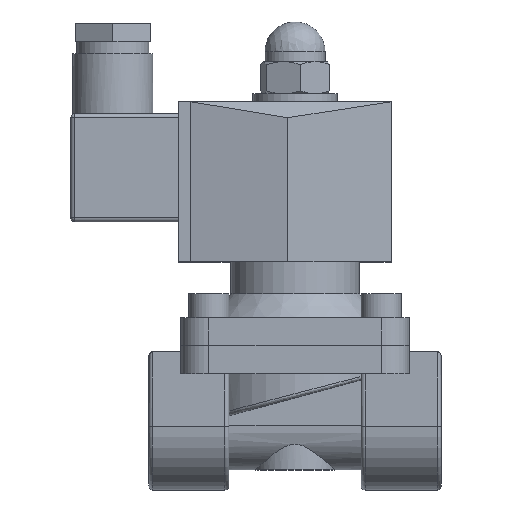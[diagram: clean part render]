
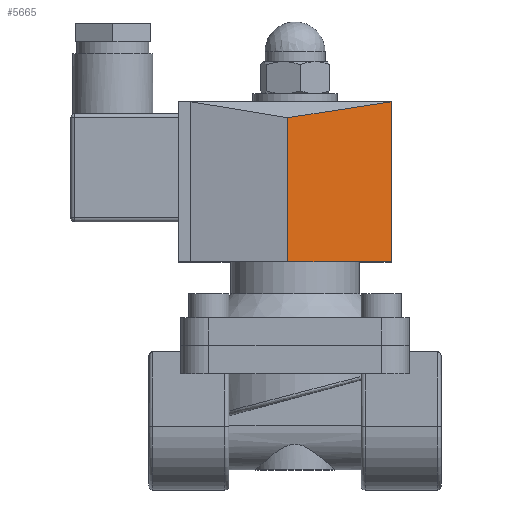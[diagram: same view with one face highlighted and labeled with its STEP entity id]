
A CAD part, top view. The second image highlights one B-rep face of the part: STEP entity #5665.
In plain terms, the highlighted planar face has unit normal (0.154, 0, 0.988).
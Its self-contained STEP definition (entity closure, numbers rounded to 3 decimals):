
#836=LINE('',#9522,#1361);
#840=LINE('',#9533,#1365);
#846=LINE('',#9545,#1371);
#847=LINE('',#9546,#1372);
#1361=VECTOR('',#7353,10.);
#1365=VECTOR('',#7365,10.);
#1371=VECTOR('',#7375,10.);
#1372=VECTOR('',#7376,10.);
#1657=PLANE('',#6128);
#1920=FACE_OUTER_BOUND('',#2274,.T.);
#2274=EDGE_LOOP('',(#4818,#4819,#4820,#4821));
#2795=VERTEX_POINT('',#9515);
#2798=VERTEX_POINT('',#9520);
#2801=VERTEX_POINT('',#9532);
#2805=VERTEX_POINT('',#9544);
#3502=EDGE_CURVE('',#2798,#2795,#836,.T.);
#3506=EDGE_CURVE('',#2798,#2801,#840,.T.);
#3512=EDGE_CURVE('',#2801,#2805,#846,.T.);
#3513=EDGE_CURVE('',#2805,#2795,#847,.T.);
#4818=ORIENTED_EDGE('',*,*,#3506,.T.);
#4819=ORIENTED_EDGE('',*,*,#3512,.T.);
#4820=ORIENTED_EDGE('',*,*,#3513,.T.);
#4821=ORIENTED_EDGE('',*,*,#3502,.F.);
#5665=ADVANCED_FACE('',(#1920),#1657,.T.);
#6128=AXIS2_PLACEMENT_3D('',#9543,#7373,#7374);
#7353=DIRECTION('',(0.,-1.,0.));
#7365=DIRECTION('',(-0.977,-0.152,0.152));
#7373=DIRECTION('center_axis',(0.154,0.,0.988));
#7374=DIRECTION('ref_axis',(-0.988,0.,0.154));
#7375=DIRECTION('',(0.,-1.,0.));
#7376=DIRECTION('',(0.988,0.,-0.154));
#9515=CARTESIAN_POINT('',(24.,28.,15.5));
#9520=CARTESIAN_POINT('',(24.,68.,15.5));
#9522=CARTESIAN_POINT('',(24.,68.,15.5));
#9532=CARTESIAN_POINT('',(-1.759,64.,19.521));
#9533=CARTESIAN_POINT('',(24.,68.,15.5));
#9543=CARTESIAN_POINT('Origin',(24.,68.,15.5));
#9544=CARTESIAN_POINT('',(-1.759,28.,19.521));
#9545=CARTESIAN_POINT('',(-1.759,68.,19.521));
#9546=CARTESIAN_POINT('',(12.244,28.,17.335));
